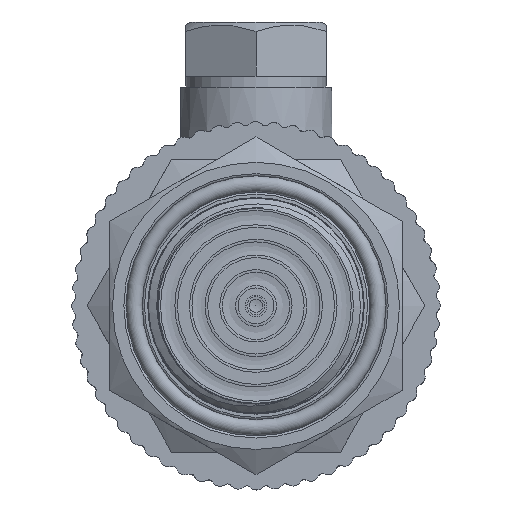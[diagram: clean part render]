
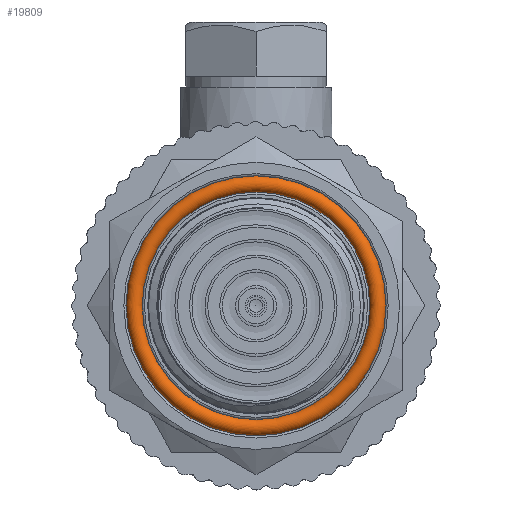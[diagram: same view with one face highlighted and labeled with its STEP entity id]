
A CAD part, left-side view. The second image highlights one B-rep face of the part: STEP entity #19809.
In plain terms, the highlighted toroidal (fillet/blend) face has major radius 11.25 mm and minor radius 0.75 mm.
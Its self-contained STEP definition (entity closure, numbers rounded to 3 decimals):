
#180=TOROIDAL_SURFACE('',#21139,11.25,0.75);
#2123=FACE_OUTER_BOUND('',#3307,.T.);
#3307=EDGE_LOOP('',(#18342,#18343,#18344,#18345));
#3932=CIRCLE('',#21140,0.75);
#3933=CIRCLE('',#21141,10.5);
#9234=VERTEX_POINT('',#68169);
#12270=EDGE_CURVE('',#9234,#9234,#3932,.T.);
#12271=EDGE_CURVE('',#9234,#9234,#3933,.T.);
#18342=ORIENTED_EDGE('',*,*,#12270,.F.);
#18343=ORIENTED_EDGE('',*,*,#12271,.T.);
#18344=ORIENTED_EDGE('',*,*,#12270,.T.);
#18345=ORIENTED_EDGE('',*,*,#12271,.F.);
#19809=ADVANCED_FACE('',(#2123),#180,.T.);
#21139=AXIS2_PLACEMENT_3D('',#68168,#24596,#24597);
#21140=AXIS2_PLACEMENT_3D('',#68170,#24598,#24599);
#21141=AXIS2_PLACEMENT_3D('',#68171,#24600,#24601);
#24596=DIRECTION('center_axis',(1.,0.,0.));
#24597=DIRECTION('ref_axis',(0.,0.,-1.));
#24598=DIRECTION('center_axis',(0.,-1.,0.));
#24599=DIRECTION('ref_axis',(0.,0.,1.));
#24600=DIRECTION('center_axis',(-1.,0.,0.));
#24601=DIRECTION('ref_axis',(0.,0.,-1.));
#68168=CARTESIAN_POINT('Origin',(15.2,0.,0.));
#68169=CARTESIAN_POINT('',(15.2,0.,10.5));
#68170=CARTESIAN_POINT('Origin',(15.2,0.,11.25));
#68171=CARTESIAN_POINT('Origin',(15.2,0.,0.));
